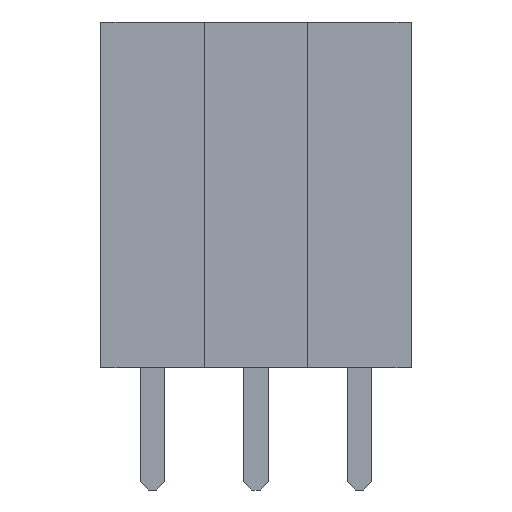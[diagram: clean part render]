
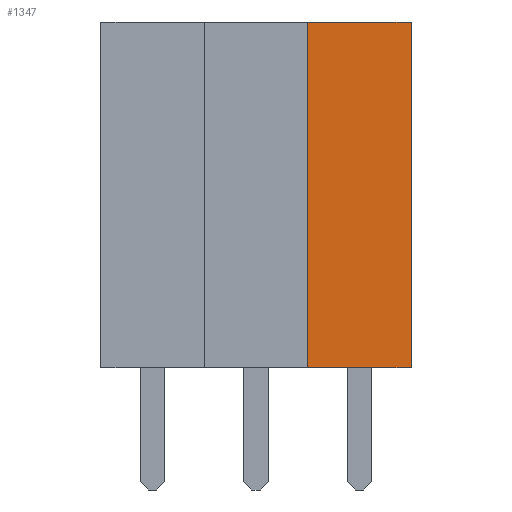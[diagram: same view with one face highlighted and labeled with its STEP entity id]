
A CAD part, left-side view. The second image highlights one B-rep face of the part: STEP entity #1347.
In plain terms, the highlighted planar face has unit normal (-1, 0, 0).
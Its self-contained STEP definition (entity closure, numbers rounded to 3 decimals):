
#51=FACE_OUTER_BOUND('',#133,.T.);
#133=EDGE_LOOP('',(#975,#976,#977,#978));
#230=LINE('',#1935,#416);
#240=LINE('',#1956,#426);
#250=LINE('',#1976,#436);
#251=LINE('',#1977,#437);
#416=VECTOR('',#1574,10.);
#426=VECTOR('',#1592,10.);
#436=VECTOR('',#1612,10.);
#437=VECTOR('',#1613,10.);
#590=VERTEX_POINT('',#1932);
#591=VERTEX_POINT('',#1934);
#598=VERTEX_POINT('',#1955);
#603=VERTEX_POINT('',#1975);
#722=EDGE_CURVE('',#591,#590,#230,.T.);
#732=EDGE_CURVE('',#591,#598,#240,.T.);
#742=EDGE_CURVE('',#603,#590,#250,.T.);
#743=EDGE_CURVE('',#598,#603,#251,.T.);
#975=ORIENTED_EDGE('',*,*,#722,.T.);
#976=ORIENTED_EDGE('',*,*,#742,.F.);
#977=ORIENTED_EDGE('',*,*,#743,.F.);
#978=ORIENTED_EDGE('',*,*,#732,.F.);
#1266=PLANE('',#1447);
#1347=ADVANCED_FACE('',(#51),#1266,.T.);
#1447=AXIS2_PLACEMENT_3D('',#1974,#1610,#1611);
#1574=DIRECTION('',(0.,1.,0.));
#1592=DIRECTION('',(0.,0.,-1.));
#1610=DIRECTION('center_axis',(-1.,0.,0.));
#1611=DIRECTION('ref_axis',(0.,0.,1.));
#1612=DIRECTION('',(0.,0.,1.));
#1613=DIRECTION('',(0.,1.,0.));
#1932=CARTESIAN_POINT('',(-1.25,-1.27,8.5));
#1934=CARTESIAN_POINT('',(-1.25,-3.81,8.5));
#1935=CARTESIAN_POINT('',(-1.25,-2.54,8.5));
#1955=CARTESIAN_POINT('',(-1.25,-3.81,0.));
#1956=CARTESIAN_POINT('',(-1.25,-3.81,0.));
#1974=CARTESIAN_POINT('Origin',(-1.25,-2.54,0.));
#1975=CARTESIAN_POINT('',(-1.25,-1.27,0.));
#1976=CARTESIAN_POINT('',(-1.25,-1.27,0.));
#1977=CARTESIAN_POINT('',(-1.25,-2.54,0.));
